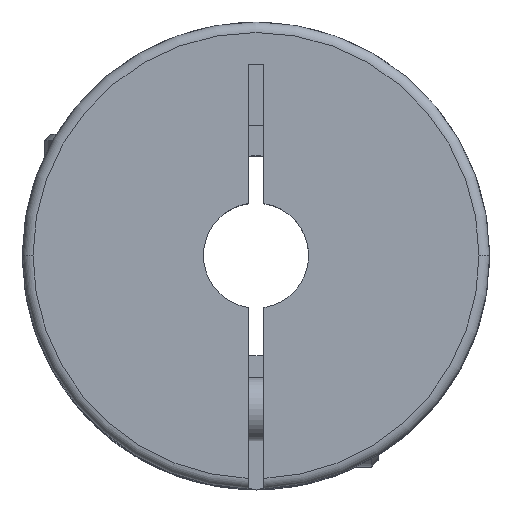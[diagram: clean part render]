
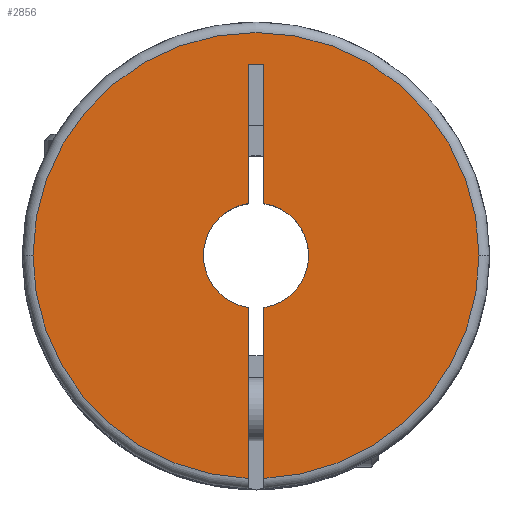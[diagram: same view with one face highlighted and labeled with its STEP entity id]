
A CAD part, top view. The second image highlights one B-rep face of the part: STEP entity #2856.
In plain terms, the highlighted planar face has unit normal (0, 0, 1).
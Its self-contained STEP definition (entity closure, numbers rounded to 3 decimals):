
#4 = ORIENTED_EDGE ( 'NONE', *, *, #1828, .T. ) ;
#21 = VERTEX_POINT ( 'NONE', #1400 ) ;
#85 = DIRECTION ( 'NONE',  ( 0., 0., -1. ) ) ;
#157 = VECTOR ( 'NONE', #1398, 1000. ) ;
#209 = LINE ( 'NONE', #2949, #905 ) ;
#231 = EDGE_CURVE ( 'NONE', #2880, #21, #802, .T. ) ;
#245 = VECTOR ( 'NONE', #3108, 1000. ) ;
#249 = DIRECTION ( 'NONE',  ( 0., 0., -1. ) ) ;
#365 = AXIS2_PLACEMENT_3D ( 'NONE', #1460, #2844, #1133 ) ;
#371 = AXIS2_PLACEMENT_3D ( 'NONE', #537, #3926, #2545 ) ;
#439 = DIRECTION ( 'NONE',  ( -1., 0., 0. ) ) ;
#463 = EDGE_CURVE ( 'NONE', #757, #2473, #1735, .T. ) ;
#493 = CARTESIAN_POINT ( 'NONE',  ( 10.6, 0., 0. ) ) ;
#513 = EDGE_CURVE ( 'NONE', #1642, #2741, #3886, .T. ) ;
#537 = CARTESIAN_POINT ( 'NONE',  ( 0., 0., 0. ) ) ;
#618 = AXIS2_PLACEMENT_3D ( 'NONE', #2682, #249, #1985 ) ;
#752 = EDGE_CURVE ( 'NONE', #1005, #1642, #1404, .T. ) ;
#757 = VERTEX_POINT ( 'NONE', #3285 ) ;
#762 = EDGE_CURVE ( 'NONE', #963, #21, #209, .T. ) ;
#802 = CIRCLE ( 'NONE', #3740, 2.5 ) ;
#811 = DIRECTION ( 'NONE',  ( 0., 1., 0. ) ) ;
#818 = CARTESIAN_POINT ( 'NONE',  ( 0.375, -2.472, 0. ) ) ;
#890 = EDGE_CURVE ( 'NONE', #3147, #963, #2070, .T. ) ;
#905 = VECTOR ( 'NONE', #4301, 1000. ) ;
#949 = DIRECTION ( 'NONE',  ( -1., 0., 0. ) ) ;
#963 = VERTEX_POINT ( 'NONE', #1791 ) ;
#1005 = VERTEX_POINT ( 'NONE', #493 ) ;
#1069 = CARTESIAN_POINT ( 'NONE',  ( 0.375, 2.472, 0. ) ) ;
#1100 = ORIENTED_EDGE ( 'NONE', *, *, #752, .F. ) ;
#1133 = DIRECTION ( 'NONE',  ( -1., 0., 0. ) ) ;
#1135 = CARTESIAN_POINT ( 'NONE',  ( 0.375, -11.1, 0. ) ) ;
#1200 = CARTESIAN_POINT ( 'NONE',  ( -10.6, 0., 0. ) ) ;
#1352 = DIRECTION ( 'NONE',  ( 0., 0., -1. ) ) ;
#1398 = DIRECTION ( 'NONE',  ( 0., 1., 0. ) ) ;
#1400 = CARTESIAN_POINT ( 'NONE',  ( -0.375, 2.472, 0. ) ) ;
#1404 = CIRCLE ( 'NONE', #618, 10.6 ) ;
#1410 = VERTEX_POINT ( 'NONE', #1200 ) ;
#1460 = CARTESIAN_POINT ( 'NONE',  ( 0., 0., 0. ) ) ;
#1469 = CIRCLE ( 'NONE', #2321, 10.6 ) ;
#1642 = VERTEX_POINT ( 'NONE', #2030 ) ;
#1726 = ORIENTED_EDGE ( 'NONE', *, *, #890, .F. ) ;
#1731 = DIRECTION ( 'NONE',  ( -1., 0., 0. ) ) ;
#1735 = LINE ( 'NONE', #4151, #245 ) ;
#1753 = AXIS2_PLACEMENT_3D ( 'NONE', #2713, #1352, #4063 ) ;
#1780 = CARTESIAN_POINT ( 'NONE',  ( 0.375, -11.1, 0. ) ) ;
#1791 = CARTESIAN_POINT ( 'NONE',  ( -0.375, 9.1, 0. ) ) ;
#1792 = EDGE_CURVE ( 'NONE', #757, #2880, #3093, .T. ) ;
#1828 = EDGE_CURVE ( 'NONE', #2964, #2741, #2154, .T. ) ;
#1838 = EDGE_LOOP ( 'NONE', ( #2715, #4019, #3627, #4410, #3430, #1726, #2296, #4, #3068, #1100, #4033 ) ) ;
#1985 = DIRECTION ( 'NONE',  ( -1., 0., 0. ) ) ;
#2030 = CARTESIAN_POINT ( 'NONE',  ( 0.375, -10.593, 0. ) ) ;
#2070 = LINE ( 'NONE', #2729, #2929 ) ;
#2154 = CIRCLE ( 'NONE', #4364, 2.5 ) ;
#2163 = CARTESIAN_POINT ( 'NONE',  ( 0., 0., 0. ) ) ;
#2272 = DIRECTION ( 'NONE',  ( 0., 0., -1. ) ) ;
#2296 = ORIENTED_EDGE ( 'NONE', *, *, #3650, .F. ) ;
#2321 = AXIS2_PLACEMENT_3D ( 'NONE', #2163, #85, #439 ) ;
#2473 = VERTEX_POINT ( 'NONE', #3645 ) ;
#2509 = CARTESIAN_POINT ( 'NONE',  ( -2.5, 0., 0. ) ) ;
#2545 = DIRECTION ( 'NONE',  ( -1., 0., 0. ) ) ;
#2682 = CARTESIAN_POINT ( 'NONE',  ( 0., 0., 0. ) ) ;
#2713 = CARTESIAN_POINT ( 'NONE',  ( 0., 0., 0. ) ) ;
#2715 = ORIENTED_EDGE ( 'NONE', *, *, #3521, .F. ) ;
#2729 = CARTESIAN_POINT ( 'NONE',  ( 0.375, 9.1, 0. ) ) ;
#2741 = VERTEX_POINT ( 'NONE', #818 ) ;
#2844 = DIRECTION ( 'NONE',  ( 0., 0., -1. ) ) ;
#2856 = ADVANCED_FACE ( 'NONE', ( #3661 ), #4371, .F. ) ;
#2880 = VERTEX_POINT ( 'NONE', #2509 ) ;
#2929 = VECTOR ( 'NONE', #1731, 1000. ) ;
#2949 = CARTESIAN_POINT ( 'NONE',  ( -0.375, 9.1, 0. ) ) ;
#2964 = VERTEX_POINT ( 'NONE', #1069 ) ;
#3068 = ORIENTED_EDGE ( 'NONE', *, *, #513, .F. ) ;
#3093 = CIRCLE ( 'NONE', #365, 2.5 ) ;
#3108 = DIRECTION ( 'NONE',  ( 0., -1., 0. ) ) ;
#3114 = VECTOR ( 'NONE', #811, 1000. ) ;
#3147 = VERTEX_POINT ( 'NONE', #3243 ) ;
#3243 = CARTESIAN_POINT ( 'NONE',  ( 0.375, 9.1, 0. ) ) ;
#3285 = CARTESIAN_POINT ( 'NONE',  ( -0.375, -2.472, 0. ) ) ;
#3301 = DIRECTION ( 'NONE',  ( 0., 0., -1. ) ) ;
#3430 = ORIENTED_EDGE ( 'NONE', *, *, #762, .F. ) ;
#3507 = LINE ( 'NONE', #1780, #157 ) ;
#3514 = CIRCLE ( 'NONE', #371, 10.6 ) ;
#3521 = EDGE_CURVE ( 'NONE', #2473, #1410, #3514, .T. ) ;
#3627 = ORIENTED_EDGE ( 'NONE', *, *, #1792, .T. ) ;
#3645 = CARTESIAN_POINT ( 'NONE',  ( -0.375, -10.593, 0. ) ) ;
#3650 = EDGE_CURVE ( 'NONE', #2964, #3147, #3507, .T. ) ;
#3661 = FACE_OUTER_BOUND ( 'NONE', #1838, .T. ) ;
#3740 = AXIS2_PLACEMENT_3D ( 'NONE', #4060, #2272, #949 ) ;
#3886 = LINE ( 'NONE', #1135, #3114 ) ;
#3926 = DIRECTION ( 'NONE',  ( 0., 0., -1. ) ) ;
#4007 = CARTESIAN_POINT ( 'NONE',  ( 0., 0., 0. ) ) ;
#4019 = ORIENTED_EDGE ( 'NONE', *, *, #463, .F. ) ;
#4033 = ORIENTED_EDGE ( 'NONE', *, *, #4401, .F. ) ;
#4060 = CARTESIAN_POINT ( 'NONE',  ( 0., 0., 0. ) ) ;
#4063 = DIRECTION ( 'NONE',  ( 0., -1., 0. ) ) ;
#4151 = CARTESIAN_POINT ( 'NONE',  ( -0.375, 9.1, 0. ) ) ;
#4301 = DIRECTION ( 'NONE',  ( 0., -1., 0. ) ) ;
#4360 = DIRECTION ( 'NONE',  ( -1., 0., 0. ) ) ;
#4364 = AXIS2_PLACEMENT_3D ( 'NONE', #4007, #3301, #4360 ) ;
#4371 = PLANE ( 'NONE',  #1753 ) ;
#4401 = EDGE_CURVE ( 'NONE', #1410, #1005, #1469, .T. ) ;
#4410 = ORIENTED_EDGE ( 'NONE', *, *, #231, .T. ) ;
